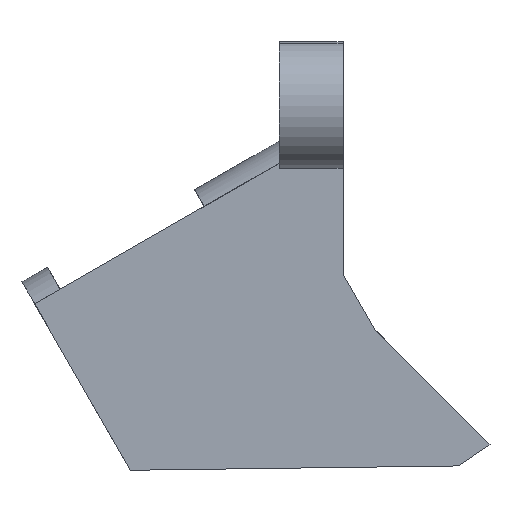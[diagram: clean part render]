
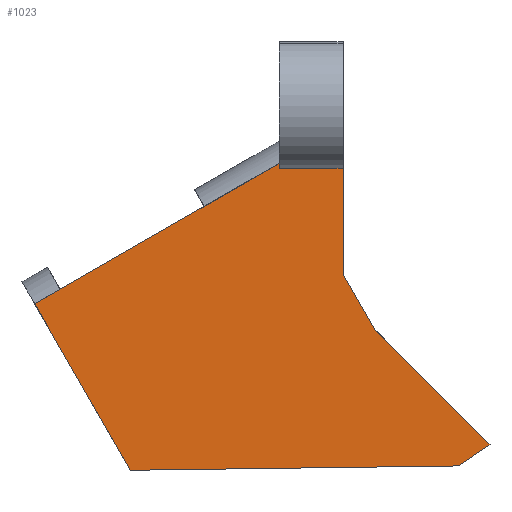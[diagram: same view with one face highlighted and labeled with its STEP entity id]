
A CAD part, left-side view. The second image highlights one B-rep face of the part: STEP entity #1023.
In plain terms, the highlighted planar face has unit normal (-1, 0, 0).
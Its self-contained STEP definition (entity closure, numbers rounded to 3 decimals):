
#4 = DIRECTION ( 'NONE',  ( 0., 0., -1. ) ) ;
#14 = DIRECTION ( 'NONE',  ( 1., 0., 0. ) ) ;
#37 = VERTEX_POINT ( 'NONE', #1378 ) ;
#79 = LINE ( 'NONE', #1091, #1347 ) ;
#91 = VECTOR ( 'NONE', #371, 1000. ) ;
#99 = EDGE_CURVE ( 'NONE', #1634, #1526, #1714, .T. ) ;
#107 = CARTESIAN_POINT ( 'NONE',  ( -25., -2.484, -14.999 ) ) ;
#122 = EDGE_CURVE ( 'NONE', #37, #1634, #269, .T. ) ;
#123 = VERTEX_POINT ( 'NONE', #409 ) ;
#134 = CARTESIAN_POINT ( 'NONE',  ( -25., -8.984, -25.658 ) ) ;
#169 = CARTESIAN_POINT ( 'NONE',  ( -25., 5., -7.5 ) ) ;
#199 = VERTEX_POINT ( 'NONE', #1331 ) ;
#236 = ORIENTED_EDGE ( 'NONE', *, *, #683, .T. ) ;
#237 = DIRECTION ( 'NONE',  ( 0., 0.707, 0.707 ) ) ;
#269 = LINE ( 'NONE', #1698, #870 ) ;
#291 = CARTESIAN_POINT ( 'NONE',  ( -25., 5., -7.5 ) ) ;
#319 = ORIENTED_EDGE ( 'NONE', *, *, #590, .T. ) ;
#326 = CARTESIAN_POINT ( 'NONE',  ( -25., 0., -2.399 ) ) ;
#371 = DIRECTION ( 'NONE',  ( 0., 1., 0. ) ) ;
#384 = CARTESIAN_POINT ( 'NONE',  ( -25., 0., -7.5 ) ) ;
#409 = CARTESIAN_POINT ( 'NONE',  ( -25., 5., -2.399 ) ) ;
#463 = LINE ( 'NONE', #746, #1863 ) ;
#482 = ORIENTED_EDGE ( 'NONE', *, *, #1000, .T. ) ;
#590 = EDGE_CURVE ( 'NONE', #1559, #1197, #463, .T. ) ;
#626 = CARTESIAN_POINT ( 'NONE',  ( -25., 24.1, -12.997 ) ) ;
#655 = ORIENTED_EDGE ( 'NONE', *, *, #1159, .F. ) ;
#664 = VECTOR ( 'NONE', #1859, 1000. ) ;
#683 = EDGE_CURVE ( 'NONE', #1526, #1303, #1161, .T. ) ;
#708 = DIRECTION ( 'NONE',  ( 0., -0.833, 0.553 ) ) ;
#741 = CARTESIAN_POINT ( 'NONE',  ( -25., -11.484, -23.999 ) ) ;
#746 = CARTESIAN_POINT ( 'NONE',  ( -25., 5., -2. ) ) ;
#761 = EDGE_CURVE ( 'NONE', #1798, #123, #1364, .T. ) ;
#770 = DIRECTION ( 'NONE',  ( 0., 0.499, 0.867 ) ) ;
#787 = LINE ( 'NONE', #807, #887 ) ;
#807 = CARTESIAN_POINT ( 'NONE',  ( -25., -2.484, -14.999 ) ) ;
#815 = DIRECTION ( 'NONE',  ( 0., 0.499, 0.867 ) ) ;
#870 = VECTOR ( 'NONE', #1280, 1000. ) ;
#887 = VECTOR ( 'NONE', #815, 1000. ) ;
#890 = EDGE_LOOP ( 'NONE', ( #963, #482, #319, #655, #1843, #1849, #236, #1015, #1187 ) ) ;
#903 = VECTOR ( 'NONE', #708, 1000. ) ;
#941 = CARTESIAN_POINT ( 'NONE',  ( -25., -8.984, -25.658 ) ) ;
#963 = ORIENTED_EDGE ( 'NONE', *, *, #761, .T. ) ;
#997 = DIRECTION ( 'NONE',  ( 0., 0., 1. ) ) ;
#998 = VECTOR ( 'NONE', #237, 1000. ) ;
#1000 = EDGE_CURVE ( 'NONE', #123, #1559, #1295, .T. ) ;
#1015 = ORIENTED_EDGE ( 'NONE', *, *, #1855, .T. ) ;
#1023 = ADVANCED_FACE ( 'NONE', ( #1606 ), #1314, .F. ) ;
#1075 = CARTESIAN_POINT ( 'NONE',  ( -25., -14.142, -2.399 ) ) ;
#1084 = CARTESIAN_POINT ( 'NONE',  ( -25., -11.484, -23.999 ) ) ;
#1091 = CARTESIAN_POINT ( 'NONE',  ( -25., 16.615, -25.996 ) ) ;
#1159 = EDGE_CURVE ( 'NONE', #37, #1197, #79, .T. ) ;
#1161 = LINE ( 'NONE', #1084, #998 ) ;
#1187 = ORIENTED_EDGE ( 'NONE', *, *, #1387, .T. ) ;
#1197 = VERTEX_POINT ( 'NONE', #626 ) ;
#1280 = DIRECTION ( 'NONE',  ( 0., -1., 0.013 ) ) ;
#1295 = LINE ( 'NONE', #291, #664 ) ;
#1303 = VERTEX_POINT ( 'NONE', #107 ) ;
#1314 = PLANE ( 'NONE',  #1778 ) ;
#1331 = CARTESIAN_POINT ( 'NONE',  ( -25., 0., -10.684 ) ) ;
#1347 = VECTOR ( 'NONE', #770, 1000. ) ;
#1364 = LINE ( 'NONE', #1075, #91 ) ;
#1377 = VECTOR ( 'NONE', #997, 1000. ) ;
#1378 = CARTESIAN_POINT ( 'NONE',  ( -25., 16.615, -25.996 ) ) ;
#1387 = EDGE_CURVE ( 'NONE', #199, #1798, #1672, .T. ) ;
#1526 = VERTEX_POINT ( 'NONE', #741 ) ;
#1559 = VERTEX_POINT ( 'NONE', #1759 ) ;
#1599 = DIRECTION ( 'NONE',  ( 0., 0.867, -0.499 ) ) ;
#1606 = FACE_OUTER_BOUND ( 'NONE', #890, .T. ) ;
#1634 = VERTEX_POINT ( 'NONE', #941 ) ;
#1672 = LINE ( 'NONE', #384, #1377 ) ;
#1698 = CARTESIAN_POINT ( 'NONE',  ( -25., -8.984, -25.658 ) ) ;
#1714 = LINE ( 'NONE', #134, #903 ) ;
#1759 = CARTESIAN_POINT ( 'NONE',  ( -25., 5., -2. ) ) ;
#1778 = AXIS2_PLACEMENT_3D ( 'NONE', #169, #14, #4 ) ;
#1798 = VERTEX_POINT ( 'NONE', #326 ) ;
#1843 = ORIENTED_EDGE ( 'NONE', *, *, #122, .T. ) ;
#1849 = ORIENTED_EDGE ( 'NONE', *, *, #99, .T. ) ;
#1855 = EDGE_CURVE ( 'NONE', #1303, #199, #787, .T. ) ;
#1859 = DIRECTION ( 'NONE',  ( 0., 0., 1. ) ) ;
#1863 = VECTOR ( 'NONE', #1599, 1000. ) ;
